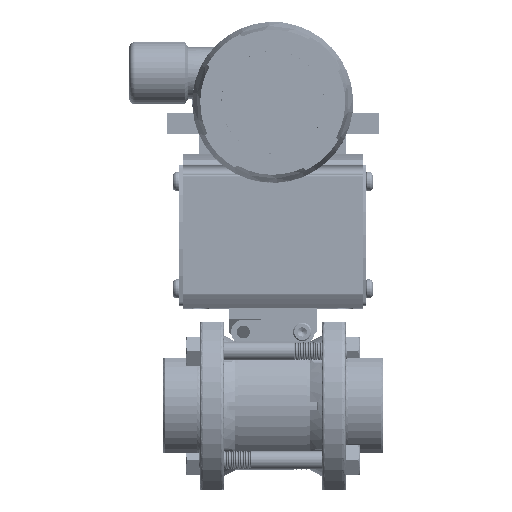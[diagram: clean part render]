
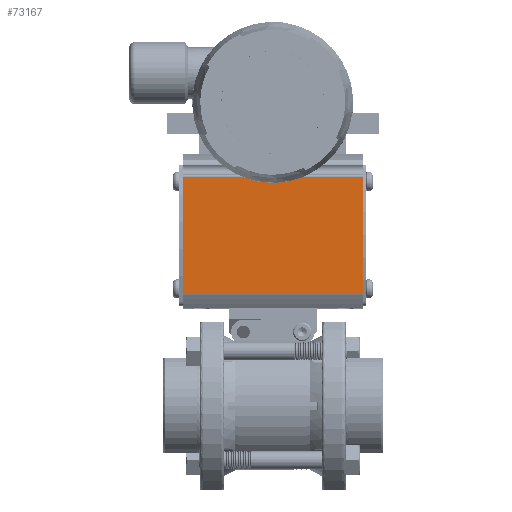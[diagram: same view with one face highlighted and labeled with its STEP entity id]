
A CAD part, top view. The second image highlights one B-rep face of the part: STEP entity #73167.
In plain terms, the highlighted planar face has unit normal (0, 0, 1).
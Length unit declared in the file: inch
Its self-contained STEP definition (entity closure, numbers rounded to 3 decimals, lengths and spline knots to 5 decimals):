
#71 = CARTESIAN_POINT ( 'NONE',  ( -1.51095, 3.79309, 3.281 ) ) ;
#2879 = VERTEX_POINT ( 'NONE', #49393 ) ;
#10923 = LINE ( 'NONE', #88766, #52896 ) ;
#17803 = CARTESIAN_POINT ( 'NONE',  ( -5.02378, 1.79883, 3.281 ) ) ;
#20777 = LINE ( 'NONE', #147580, #68469 ) ;
#40284 = DIRECTION ( 'NONE',  ( 0., 0., -1. ) ) ;
#42732 = ORIENTED_EDGE ( 'NONE', *, *, #76480, .T. ) ;
#43978 = VERTEX_POINT ( 'NONE', #195665 ) ;
#47916 = EDGE_CURVE ( 'NONE', #2879, #158150, #20777, .T. ) ;
#49393 = CARTESIAN_POINT ( 'NONE',  ( 1.54405, 3.79309, 3.281 ) ) ;
#51452 = CARTESIAN_POINT ( 'NONE',  ( -1.51095, 1.79883, 3.281 ) ) ;
#51868 = ORIENTED_EDGE ( 'NONE', *, *, #47916, .T. ) ;
#52896 = VECTOR ( 'NONE', #106795, 39.37008 ) ;
#68469 = VECTOR ( 'NONE', #218879, 39.37008 ) ;
#71834 = DIRECTION ( 'NONE',  ( 1., 0., 0. ) ) ;
#73167 = ADVANCED_FACE ( 'NONE', ( #171804 ), #165580, .F. ) ;
#76480 = EDGE_CURVE ( 'NONE', #186891, #43978, #179685, .T. ) ;
#84467 = VECTOR ( 'NONE', #71834, 39.37008 ) ;
#88766 = CARTESIAN_POINT ( 'NONE',  ( -1.51095, 3.80036, 3.281 ) ) ;
#94332 = DIRECTION ( 'NONE',  ( 0., -1., 0. ) ) ;
#106795 = DIRECTION ( 'NONE',  ( 0., 1., 0. ) ) ;
#109380 = EDGE_CURVE ( 'NONE', #2879, #43978, #203996, .T. ) ;
#130434 = CARTESIAN_POINT ( 'NONE',  ( 1.54405, 3.80036, 3.281 ) ) ;
#145142 = ORIENTED_EDGE ( 'NONE', *, *, #163940, .F. ) ;
#147580 = CARTESIAN_POINT ( 'NONE',  ( -5.02378, 3.79309, 3.281 ) ) ;
#148485 = DIRECTION ( 'NONE',  ( 0., -1., 0. ) ) ;
#150708 = VECTOR ( 'NONE', #148485, 39.37008 ) ;
#158150 = VERTEX_POINT ( 'NONE', #71 ) ;
#163940 = EDGE_CURVE ( 'NONE', #186891, #158150, #10923, .T. ) ;
#165580 = PLANE ( 'NONE',  #188259 ) ;
#171804 = FACE_OUTER_BOUND ( 'NONE', #173418, .T. ) ;
#173418 = EDGE_LOOP ( 'NONE', ( #192849, #51868, #145142, #42732 ) ) ;
#179685 = LINE ( 'NONE', #17803, #84467 ) ;
#183584 = CARTESIAN_POINT ( 'NONE',  ( -5.02378, 3.80036, 3.281 ) ) ;
#186891 = VERTEX_POINT ( 'NONE', #51452 ) ;
#188259 = AXIS2_PLACEMENT_3D ( 'NONE', #183584, #40284, #94332 ) ;
#192849 = ORIENTED_EDGE ( 'NONE', *, *, #109380, .F. ) ;
#195665 = CARTESIAN_POINT ( 'NONE',  ( 1.54405, 1.79883, 3.281 ) ) ;
#203996 = LINE ( 'NONE', #130434, #150708 ) ;
#218879 = DIRECTION ( 'NONE',  ( -1., 0., 0. ) ) ;
